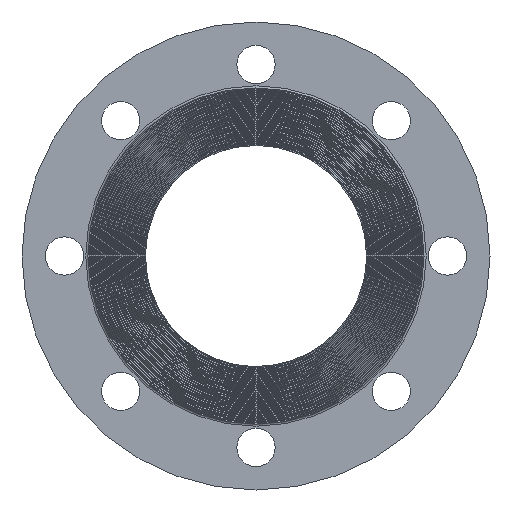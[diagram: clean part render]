
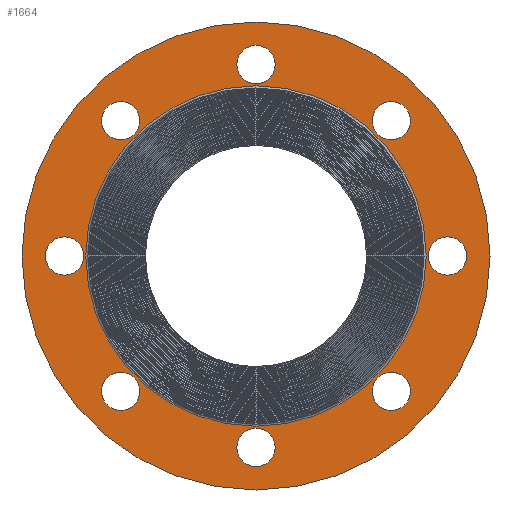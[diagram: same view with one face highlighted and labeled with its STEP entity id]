
A CAD part, left-side view. The second image highlights one B-rep face of the part: STEP entity #1664.
In plain terms, the highlighted planar face has unit normal (-1, 0, 0).
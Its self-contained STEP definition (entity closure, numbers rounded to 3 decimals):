
#15=FACE_BOUND('',#406,.T.);
#16=FACE_BOUND('',#407,.T.);
#17=FACE_BOUND('',#408,.T.);
#18=FACE_BOUND('',#409,.T.);
#19=FACE_BOUND('',#410,.T.);
#20=FACE_BOUND('',#411,.T.);
#21=FACE_BOUND('',#412,.T.);
#22=FACE_BOUND('',#413,.T.);
#23=FACE_BOUND('',#414,.T.);
#33=PLANE('',#1915);
#322=FACE_OUTER_BOUND('',#405,.T.);
#405=EDGE_LOOP('',(#1461,#1462));
#406=EDGE_LOOP('',(#1463));
#407=EDGE_LOOP('',(#1464));
#408=EDGE_LOOP('',(#1465));
#409=EDGE_LOOP('',(#1466));
#410=EDGE_LOOP('',(#1467));
#411=EDGE_LOOP('',(#1468));
#412=EDGE_LOOP('',(#1469));
#413=EDGE_LOOP('',(#1470));
#414=EDGE_LOOP('',(#1471,#1472));
#567=CIRCLE('',#1885,9.);
#569=CIRCLE('',#1888,9.);
#571=CIRCLE('',#1891,9.);
#573=CIRCLE('',#1894,9.);
#575=CIRCLE('',#1897,9.);
#577=CIRCLE('',#1900,9.);
#579=CIRCLE('',#1903,9.);
#581=CIRCLE('',#1906,9.);
#586=CIRCLE('',#1913,80.);
#587=CIRCLE('',#1914,80.);
#588=CIRCLE('',#1916,110.);
#589=CIRCLE('',#1917,110.);
#753=VERTEX_POINT('',#2979);
#755=VERTEX_POINT('',#2985);
#757=VERTEX_POINT('',#2991);
#759=VERTEX_POINT('',#2997);
#761=VERTEX_POINT('',#3003);
#763=VERTEX_POINT('',#3009);
#765=VERTEX_POINT('',#3015);
#767=VERTEX_POINT('',#3021);
#771=VERTEX_POINT('',#3033);
#772=VERTEX_POINT('',#3035);
#773=VERTEX_POINT('',#3039);
#774=VERTEX_POINT('',#3040);
#991=EDGE_CURVE('',#753,#753,#567,.T.);
#994=EDGE_CURVE('',#755,#755,#569,.T.);
#997=EDGE_CURVE('',#757,#757,#571,.T.);
#1000=EDGE_CURVE('',#759,#759,#573,.T.);
#1003=EDGE_CURVE('',#761,#761,#575,.T.);
#1006=EDGE_CURVE('',#763,#763,#577,.T.);
#1009=EDGE_CURVE('',#765,#765,#579,.T.);
#1012=EDGE_CURVE('',#767,#767,#581,.T.);
#1018=EDGE_CURVE('',#772,#771,#586,.T.);
#1019=EDGE_CURVE('',#771,#772,#587,.T.);
#1020=EDGE_CURVE('',#773,#774,#588,.T.);
#1021=EDGE_CURVE('',#774,#773,#589,.T.);
#1461=ORIENTED_EDGE('',*,*,#1020,.F.);
#1462=ORIENTED_EDGE('',*,*,#1021,.F.);
#1463=ORIENTED_EDGE('',*,*,#991,.T.);
#1464=ORIENTED_EDGE('',*,*,#994,.T.);
#1465=ORIENTED_EDGE('',*,*,#997,.T.);
#1466=ORIENTED_EDGE('',*,*,#1000,.T.);
#1467=ORIENTED_EDGE('',*,*,#1003,.T.);
#1468=ORIENTED_EDGE('',*,*,#1006,.T.);
#1469=ORIENTED_EDGE('',*,*,#1009,.T.);
#1470=ORIENTED_EDGE('',*,*,#1012,.T.);
#1471=ORIENTED_EDGE('',*,*,#1018,.T.);
#1472=ORIENTED_EDGE('',*,*,#1019,.T.);
#1664=ADVANCED_FACE('',(#322,#15,#16,#17,#18,#19,#20,#21,#22,#23),#33,.T.);
#1885=AXIS2_PLACEMENT_3D('',#2981,#2398,#2399);
#1888=AXIS2_PLACEMENT_3D('',#2987,#2405,#2406);
#1891=AXIS2_PLACEMENT_3D('',#2993,#2412,#2413);
#1894=AXIS2_PLACEMENT_3D('',#2999,#2419,#2420);
#1897=AXIS2_PLACEMENT_3D('',#3005,#2426,#2427);
#1900=AXIS2_PLACEMENT_3D('',#3011,#2433,#2434);
#1903=AXIS2_PLACEMENT_3D('',#3017,#2440,#2441);
#1906=AXIS2_PLACEMENT_3D('',#3023,#2447,#2448);
#1913=AXIS2_PLACEMENT_3D('',#3036,#2462,#2463);
#1914=AXIS2_PLACEMENT_3D('',#3037,#2464,#2465);
#1915=AXIS2_PLACEMENT_3D('',#3038,#2466,#2467);
#1916=AXIS2_PLACEMENT_3D('',#3041,#2468,#2469);
#1917=AXIS2_PLACEMENT_3D('',#3042,#2470,#2471);
#2398=DIRECTION('center_axis',(1.,0.,0.));
#2399=DIRECTION('ref_axis',(0.,0.,-1.));
#2405=DIRECTION('center_axis',(1.,0.,0.));
#2406=DIRECTION('ref_axis',(0.,0.,-1.));
#2412=DIRECTION('center_axis',(1.,0.,0.));
#2413=DIRECTION('ref_axis',(0.,0.,-1.));
#2419=DIRECTION('center_axis',(1.,0.,0.));
#2420=DIRECTION('ref_axis',(0.,0.,-1.));
#2426=DIRECTION('center_axis',(1.,0.,0.));
#2427=DIRECTION('ref_axis',(0.,0.,-1.));
#2433=DIRECTION('center_axis',(1.,0.,0.));
#2434=DIRECTION('ref_axis',(0.,0.,-1.));
#2440=DIRECTION('center_axis',(1.,0.,0.));
#2441=DIRECTION('ref_axis',(0.,0.,-1.));
#2447=DIRECTION('center_axis',(1.,0.,0.));
#2448=DIRECTION('ref_axis',(0.,0.,-1.));
#2462=DIRECTION('center_axis',(1.,0.,0.));
#2463=DIRECTION('ref_axis',(0.,-1.,0.));
#2464=DIRECTION('center_axis',(1.,0.,0.));
#2465=DIRECTION('ref_axis',(0.,-1.,0.));
#2466=DIRECTION('center_axis',(-1.,0.,0.));
#2467=DIRECTION('ref_axis',(0.,0.,-1.));
#2468=DIRECTION('center_axis',(1.,0.,0.));
#2469=DIRECTION('ref_axis',(0.,-1.,0.));
#2470=DIRECTION('center_axis',(1.,0.,0.));
#2471=DIRECTION('ref_axis',(0.,-1.,0.));
#2979=CARTESIAN_POINT('',(3.,0.,99.));
#2981=CARTESIAN_POINT('Origin',(3.,0.,90.));
#2985=CARTESIAN_POINT('',(3.,90.,9.));
#2987=CARTESIAN_POINT('Origin',(3.,90.,0.));
#2991=CARTESIAN_POINT('',(3.,0.,-81.));
#2993=CARTESIAN_POINT('Origin',(3.,0.,-90.));
#2997=CARTESIAN_POINT('',(3.,-90.,9.));
#2999=CARTESIAN_POINT('Origin',(3.,-90.,0.));
#3003=CARTESIAN_POINT('',(3.,63.64,72.64));
#3005=CARTESIAN_POINT('Origin',(3.,63.64,63.64));
#3009=CARTESIAN_POINT('',(3.,63.64,-54.64));
#3011=CARTESIAN_POINT('Origin',(3.,63.64,-63.64));
#3015=CARTESIAN_POINT('',(3.,-63.64,-54.64));
#3017=CARTESIAN_POINT('Origin',(3.,-63.64,-63.64));
#3021=CARTESIAN_POINT('',(3.,-63.64,72.64));
#3023=CARTESIAN_POINT('Origin',(3.,-63.64,63.64));
#3033=CARTESIAN_POINT('',(3.,0.,-80.));
#3035=CARTESIAN_POINT('',(3.,-80.,0.));
#3036=CARTESIAN_POINT('Origin',(3.,0.,0.));
#3037=CARTESIAN_POINT('Origin',(3.,0.,0.));
#3038=CARTESIAN_POINT('Origin',(3.,-95.,0.));
#3039=CARTESIAN_POINT('',(3.,-110.,0.));
#3040=CARTESIAN_POINT('',(3.,110.,0.));
#3041=CARTESIAN_POINT('Origin',(3.,0.,0.));
#3042=CARTESIAN_POINT('Origin',(3.,0.,0.));
